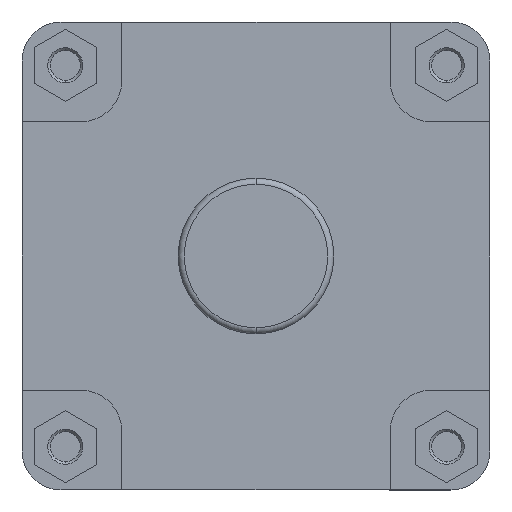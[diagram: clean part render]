
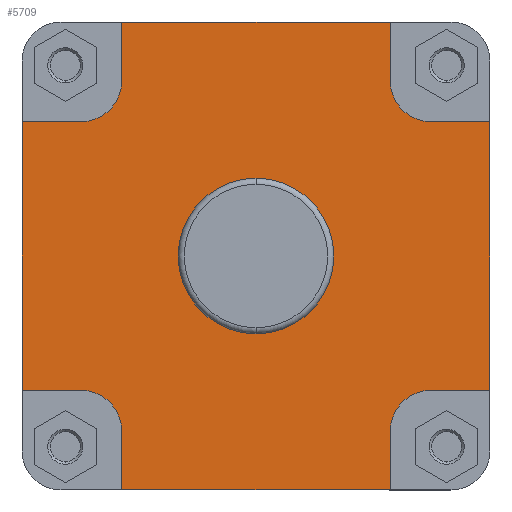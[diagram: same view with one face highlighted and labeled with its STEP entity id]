
A CAD part, left-side view. The second image highlights one B-rep face of the part: STEP entity #5709.
In plain terms, the highlighted planar face has unit normal (-1, 0, 0).
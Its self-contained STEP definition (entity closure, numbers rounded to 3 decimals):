
#162 = CARTESIAN_POINT ( 'NONE',  ( 67., -135., -77.5 ) ) ;
#163 = DIRECTION ( 'NONE',  ( 0., 1., 0. ) ) ;
#166 = CARTESIAN_POINT ( 'NONE',  ( 67., 135., 77.5 ) ) ;
#169 = DIRECTION ( 'NONE',  ( 0., -1., 0. ) ) ;
#179 = CARTESIAN_POINT ( 'NONE',  ( 67., -77.5, -101. ) ) ;
#180 = DIRECTION ( 'NONE',  ( 0., 0., -1. ) ) ;
#181 = CARTESIAN_POINT ( 'NONE',  ( 67., 101., -101. ) ) ;
#183 = CARTESIAN_POINT ( 'NONE',  ( 67., -135., 0. ) ) ;
#184 = DIRECTION ( 'NONE',  ( -1., 0., 0. ) ) ;
#185 = DIRECTION ( 'NONE',  ( 0., 0., -1. ) ) ;
#189 = CARTESIAN_POINT ( 'NONE',  ( 67., 101., -77.5 ) ) ;
#190 = DIRECTION ( 'NONE',  ( 0., 0., 1. ) ) ;
#192 = DIRECTION ( 'NONE',  ( 0., 1., 0. ) ) ;
#195 = CARTESIAN_POINT ( 'NONE',  ( 67., -101., 101. ) ) ;
#196 = DIRECTION ( 'NONE',  ( -1., 0., 0. ) ) ;
#197 = DIRECTION ( 'NONE',  ( 0., 0., -1. ) ) ;
#198 = CARTESIAN_POINT ( 'NONE',  ( 67., -77.5, 135. ) ) ;
#200 = CARTESIAN_POINT ( 'NONE',  ( 67., 135., 0. ) ) ;
#201 = DIRECTION ( 'NONE',  ( 0., 0., -1. ) ) ;
#203 = DIRECTION ( 'NONE',  ( 0., 0., 1. ) ) ;
#204 = CARTESIAN_POINT ( 'NONE',  ( 67., 77.5, 101. ) ) ;
#205 = DIRECTION ( 'NONE',  ( 0., 0., 1. ) ) ;
#216 = CARTESIAN_POINT ( 'NONE',  ( 67., -101., -101. ) ) ;
#217 = DIRECTION ( 'NONE',  ( -1., 0., 0. ) ) ;
#218 = DIRECTION ( 'NONE',  ( 0., 0., -1. ) ) ;
#246 = CARTESIAN_POINT ( 'NONE',  ( 67., -101., 77.5 ) ) ;
#253 = DIRECTION ( 'NONE',  ( 0., -1., 0. ) ) ;
#282 = CARTESIAN_POINT ( 'NONE',  ( 67., 101., 101. ) ) ;
#284 = DIRECTION ( 'NONE',  ( -1., 0., 0. ) ) ;
#285 = DIRECTION ( 'NONE',  ( 0., 0., -1. ) ) ;
#286 = CARTESIAN_POINT ( 'NONE',  ( 67., -297.141, 135. ) ) ;
#287 = DIRECTION ( 'NONE',  ( 0., -1., 0. ) ) ;
#290 = CARTESIAN_POINT ( 'NONE',  ( 67., -297.141, -135. ) ) ;
#291 = DIRECTION ( 'NONE',  ( 0., -1., 0. ) ) ;
#335 = CARTESIAN_POINT ( 'NONE',  ( 67., 77.5, -135. ) ) ;
#336 = DIRECTION ( 'NONE',  ( 0., 0., 1. ) ) ;
#346 = CARTESIAN_POINT ( 'NONE',  ( 67., 0., 0. ) ) ;
#355 = DIRECTION ( 'NONE',  ( -1., 0., 0. ) ) ;
#356 = DIRECTION ( 'NONE',  ( 0., 0., 1. ) ) ;
#1123 = CARTESIAN_POINT ( 'NONE',  ( 67., 0., 0. ) ) ;
#1132 = DIRECTION ( 'NONE',  ( -1., 0., 0. ) ) ;
#1133 = DIRECTION ( 'NONE',  ( 0., 0., 1. ) ) ;
#1237 = LINE ( 'NONE', #189, #1245 ) ;
#1241 = VECTOR ( 'NONE', #190, 1000. ) ;
#1242 = CIRCLE ( 'NONE', #6556, 23.5 ) ;
#1243 = LINE ( 'NONE', #183, #1241 ) ;
#1245 = VECTOR ( 'NONE', #192, 1000. ) ;
#1249 = LINE ( 'NONE', #200, #1255 ) ;
#1250 = LINE ( 'NONE', #198, #1253 ) ;
#1252 = CIRCLE ( 'NONE', #6557, 23.5 ) ;
#1253 = VECTOR ( 'NONE', #201, 1000. ) ;
#1255 = VECTOR ( 'NONE', #203, 1000. ) ;
#1257 = LINE ( 'NONE', #204, #1258 ) ;
#1258 = VECTOR ( 'NONE', #205, 1000. ) ;
#1271 = CIRCLE ( 'NONE', #6562, 23.5 ) ;
#1290 = VECTOR ( 'NONE', #253, 1000. ) ;
#1292 = LINE ( 'NONE', #246, #1290 ) ;
#1311 = VECTOR ( 'NONE', #287, 1000. ) ;
#1318 = LINE ( 'NONE', #286, #1311 ) ;
#1321 = CIRCLE ( 'NONE', #6566, 23.5 ) ;
#1324 = LINE ( 'NONE', #290, #1325 ) ;
#1325 = VECTOR ( 'NONE', #291, 1000. ) ;
#1358 = LINE ( 'NONE', #335, #1359 ) ;
#1359 = VECTOR ( 'NONE', #336, 1000. ) ;
#1378 = CIRCLE ( 'NONE', #6577, 44.9 ) ;
#1917 = CIRCLE ( 'NONE', #6694, 44.9 ) ;
#2467 = CARTESIAN_POINT ( 'NONE',  ( 67., 0., -44.9 ) ) ;
#2474 = CARTESIAN_POINT ( 'NONE',  ( 67., 0., 44.9 ) ) ;
#2478 = CARTESIAN_POINT ( 'NONE',  ( 67., 101., 77.5 ) ) ;
#2479 = CARTESIAN_POINT ( 'NONE',  ( 67., 77.5, -135. ) ) ;
#2500 = CARTESIAN_POINT ( 'NONE',  ( 67., 135., -77.5 ) ) ;
#2501 = CARTESIAN_POINT ( 'NONE',  ( 67., 77.5, 101. ) ) ;
#2502 = CARTESIAN_POINT ( 'NONE',  ( 67., -101., 77.5 ) ) ;
#2511 = CARTESIAN_POINT ( 'NONE',  ( 67., -77.5, 101. ) ) ;
#2512 = CARTESIAN_POINT ( 'NONE',  ( 67., -77.5, 135. ) ) ;
#2514 = CARTESIAN_POINT ( 'NONE',  ( 67., -135., 77.5 ) ) ;
#2530 = CARTESIAN_POINT ( 'NONE',  ( 67., -101., -77.5 ) ) ;
#2531 = CARTESIAN_POINT ( 'NONE',  ( 67., 77.5, 135. ) ) ;
#2532 = CARTESIAN_POINT ( 'NONE',  ( 67., 135., 77.5 ) ) ;
#2533 = CARTESIAN_POINT ( 'NONE',  ( 67., -77.5, -101. ) ) ;
#2543 = CARTESIAN_POINT ( 'NONE',  ( 67., -77.5, -135. ) ) ;
#2551 = CARTESIAN_POINT ( 'NONE',  ( 67., -135., -77.5 ) ) ;
#2552 = CARTESIAN_POINT ( 'NONE',  ( 67., 77.5, -101. ) ) ;
#2553 = CARTESIAN_POINT ( 'NONE',  ( 67., 101., -77.5 ) ) ;
#3306 = CARTESIAN_POINT ( 'NONE',  ( 67., 44.9, 0. ) ) ;
#3315 = PLANE ( 'NONE',  #6452 ) ;
#3316 = DIRECTION ( 'NONE',  ( 1., 0., 0. ) ) ;
#3317 = DIRECTION ( 'NONE',  ( 0., 0., -1. ) ) ;
#3914 = VERTEX_POINT ( 'NONE', #2467 ) ;
#3921 = VERTEX_POINT ( 'NONE', #2474 ) ;
#3925 = VERTEX_POINT ( 'NONE', #2478 ) ;
#3926 = VERTEX_POINT ( 'NONE', #2479 ) ;
#3947 = VERTEX_POINT ( 'NONE', #2500 ) ;
#3948 = VERTEX_POINT ( 'NONE', #2501 ) ;
#3949 = VERTEX_POINT ( 'NONE', #2502 ) ;
#3958 = VERTEX_POINT ( 'NONE', #2511 ) ;
#3959 = VERTEX_POINT ( 'NONE', #2512 ) ;
#3961 = VERTEX_POINT ( 'NONE', #2514 ) ;
#3977 = VERTEX_POINT ( 'NONE', #2530 ) ;
#3978 = VERTEX_POINT ( 'NONE', #2531 ) ;
#3979 = VERTEX_POINT ( 'NONE', #2532 ) ;
#3980 = VERTEX_POINT ( 'NONE', #2533 ) ;
#3990 = VERTEX_POINT ( 'NONE', #2543 ) ;
#3998 = VERTEX_POINT ( 'NONE', #2551 ) ;
#3999 = VERTEX_POINT ( 'NONE', #2552 ) ;
#4000 = VERTEX_POINT ( 'NONE', #2553 ) ;
#4601 = EDGE_LOOP ( 'NONE', ( #7231, #7254, #7240, #7218, #7253, #7234, #7213, #7217, #7243, #7219, #7186, #7259, #7239, #7236, #7227, #7209 ) ) ;
#4651 = EDGE_LOOP ( 'NONE', ( #7071, #7242 ) ) ;
#5356 = FACE_OUTER_BOUND ( 'NONE', #4601, .T. ) ;
#5358 = FACE_BOUND ( 'NONE', #4651, .T. ) ;
#5657 = LINE ( 'NONE', #166, #5671 ) ;
#5658 = LINE ( 'NONE', #162, #5660 ) ;
#5660 = VECTOR ( 'NONE', #163, 1000. ) ;
#5671 = VECTOR ( 'NONE', #169, 1000. ) ;
#5673 = VECTOR ( 'NONE', #180, 1000. ) ;
#5675 = LINE ( 'NONE', #179, #5673 ) ;
#5709 = ADVANCED_FACE ( 'NONE', ( #5358, #5356 ), #3315, .F. ) ;
#5874 = EDGE_CURVE ( 'NONE', #3998, #3977, #5658, .T. ) ;
#5877 = EDGE_CURVE ( 'NONE', #3979, #3925, #5657, .T. ) ;
#5882 = EDGE_CURVE ( 'NONE', #3980, #3990, #5675, .T. ) ;
#5884 = EDGE_CURVE ( 'NONE', #3999, #4000, #1242, .T. ) ;
#5886 = EDGE_CURVE ( 'NONE', #3998, #3961, #1243, .T. ) ;
#5887 = EDGE_CURVE ( 'NONE', #4000, #3947, #1237, .T. ) ;
#5889 = EDGE_CURVE ( 'NONE', #3958, #3949, #1252, .T. ) ;
#5891 = EDGE_CURVE ( 'NONE', #3959, #3958, #1250, .T. ) ;
#5892 = EDGE_CURVE ( 'NONE', #3947, #3979, #1249, .T. ) ;
#5893 = EDGE_CURVE ( 'NONE', #3948, #3978, #1257, .T. ) ;
#5899 = EDGE_CURVE ( 'NONE', #3977, #3980, #1271, .T. ) ;
#5914 = EDGE_CURVE ( 'NONE', #3949, #3961, #1292, .T. ) ;
#5928 = EDGE_CURVE ( 'NONE', #3925, #3948, #1321, .T. ) ;
#5929 = EDGE_CURVE ( 'NONE', #3978, #3959, #1318, .T. ) ;
#5931 = EDGE_CURVE ( 'NONE', #3926, #3990, #1324, .T. ) ;
#5951 = EDGE_CURVE ( 'NONE', #3926, #3999, #1358, .T. ) ;
#5960 = EDGE_CURVE ( 'NONE', #3914, #3921, #1378, .T. ) ;
#6452 = AXIS2_PLACEMENT_3D ( 'NONE', #3306, #3316, #3317 ) ;
#6556 = AXIS2_PLACEMENT_3D ( 'NONE', #181, #184, #185 ) ;
#6557 = AXIS2_PLACEMENT_3D ( 'NONE', #195, #196, #197 ) ;
#6562 = AXIS2_PLACEMENT_3D ( 'NONE', #216, #217, #218 ) ;
#6566 = AXIS2_PLACEMENT_3D ( 'NONE', #282, #284, #285 ) ;
#6577 = AXIS2_PLACEMENT_3D ( 'NONE', #346, #355, #356 ) ;
#6694 = AXIS2_PLACEMENT_3D ( 'NONE', #1123, #1132, #1133 ) ;
#6804 = EDGE_CURVE ( 'NONE', #3921, #3914, #1917, .T. ) ;
#7071 = ORIENTED_EDGE ( 'NONE', *, *, #6804, .F. ) ;
#7186 = ORIENTED_EDGE ( 'NONE', *, *, #5928, .F. ) ;
#7209 = ORIENTED_EDGE ( 'NONE', *, *, #5951, .F. ) ;
#7213 = ORIENTED_EDGE ( 'NONE', *, *, #5889, .F. ) ;
#7217 = ORIENTED_EDGE ( 'NONE', *, *, #5891, .F. ) ;
#7218 = ORIENTED_EDGE ( 'NONE', *, *, #5874, .F. ) ;
#7219 = ORIENTED_EDGE ( 'NONE', *, *, #5893, .F. ) ;
#7227 = ORIENTED_EDGE ( 'NONE', *, *, #5884, .F. ) ;
#7231 = ORIENTED_EDGE ( 'NONE', *, *, #5931, .T. ) ;
#7234 = ORIENTED_EDGE ( 'NONE', *, *, #5914, .F. ) ;
#7236 = ORIENTED_EDGE ( 'NONE', *, *, #5887, .F. ) ;
#7239 = ORIENTED_EDGE ( 'NONE', *, *, #5892, .F. ) ;
#7240 = ORIENTED_EDGE ( 'NONE', *, *, #5899, .F. ) ;
#7242 = ORIENTED_EDGE ( 'NONE', *, *, #5960, .F. ) ;
#7243 = ORIENTED_EDGE ( 'NONE', *, *, #5929, .F. ) ;
#7253 = ORIENTED_EDGE ( 'NONE', *, *, #5886, .T. ) ;
#7254 = ORIENTED_EDGE ( 'NONE', *, *, #5882, .F. ) ;
#7259 = ORIENTED_EDGE ( 'NONE', *, *, #5877, .F. ) ;
